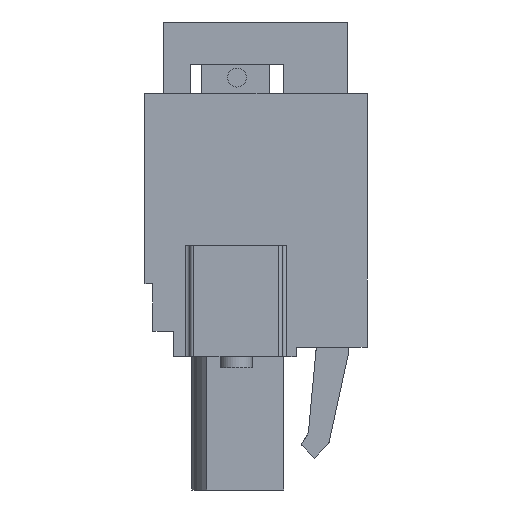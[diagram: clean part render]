
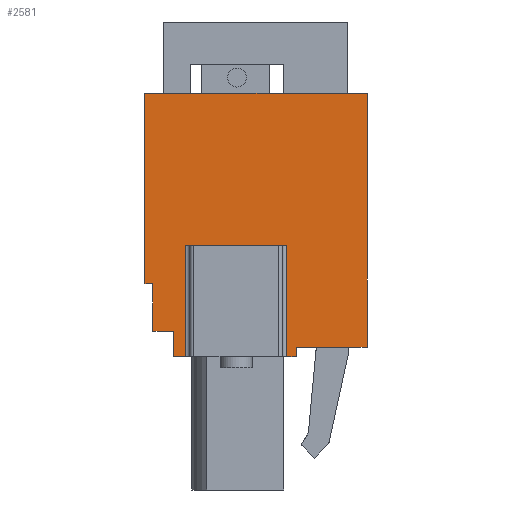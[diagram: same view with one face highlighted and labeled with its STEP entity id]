
A CAD part, left-side view. The second image highlights one B-rep face of the part: STEP entity #2581.
In plain terms, the highlighted planar face has unit normal (-1, 0, 0).
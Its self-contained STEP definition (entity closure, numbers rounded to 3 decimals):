
#2581 = ADVANCED_FACE( '', ( #5300 ), #5301, .F. );
#5300 = FACE_OUTER_BOUND( '', #9099, .T. );
#5301 = PLANE( '', #9100 );
#9099 = EDGE_LOOP( '', ( #16603, #16604, #16605, #16606, #16607, #16608, #16609, #16610, #16611, #16612, #16613, #16614, #16615, #16616 ) );
#9100 = AXIS2_PLACEMENT_3D( '', #16617, #16618, #16619 );
#16603 = ORIENTED_EDGE( '', *, *, #19775, .F. );
#16604 = ORIENTED_EDGE( '', *, *, #20096, .T. );
#16605 = ORIENTED_EDGE( '', *, *, #18354, .T. );
#16606 = ORIENTED_EDGE( '', *, *, #20831, .T. );
#16607 = ORIENTED_EDGE( '', *, *, #21504, .F. );
#16608 = ORIENTED_EDGE( '', *, *, #20616, .F. );
#16609 = ORIENTED_EDGE( '', *, *, #21451, .F. );
#16610 = ORIENTED_EDGE( '', *, *, #19340, .F. );
#16611 = ORIENTED_EDGE( '', *, *, #21505, .F. );
#16612 = ORIENTED_EDGE( '', *, *, #18822, .F. );
#16613 = ORIENTED_EDGE( '', *, *, #18774, .T. );
#16614 = ORIENTED_EDGE( '', *, *, #19454, .T. );
#16615 = ORIENTED_EDGE( '', *, *, #21009, .T. );
#16616 = ORIENTED_EDGE( '', *, *, #19128, .T. );
#16617 = CARTESIAN_POINT( '', ( -20.32, 0., 0. ) );
#16618 = DIRECTION( '', ( 1., 0., 0. ) );
#16619 = DIRECTION( '', ( 0., 0., -1. ) );
#18354 = EDGE_CURVE( '', #21833, #21831, #21834, .T. );
#18774 = EDGE_CURVE( '', #22584, #22582, #22585, .T. );
#18822 = EDGE_CURVE( '', #22584, #22664, #22665, .T. );
#19128 = EDGE_CURVE( '', #23181, #23186, #23188, .T. );
#19340 = EDGE_CURVE( '', #23556, #23558, #23559, .T. );
#19454 = EDGE_CURVE( '', #22582, #23753, #23755, .T. );
#19775 = EDGE_CURVE( '', #24284, #23186, #24286, .T. );
#20096 = EDGE_CURVE( '', #24284, #21833, #24777, .T. );
#20616 = EDGE_CURVE( '', #25515, #25516, #25517, .T. );
#20831 = EDGE_CURVE( '', #21831, #24323, #25823, .T. );
#21009 = EDGE_CURVE( '', #23753, #23181, #26063, .T. );
#21451 = EDGE_CURVE( '', #23558, #25515, #26580, .T. );
#21504 = EDGE_CURVE( '', #25516, #24323, #26641, .T. );
#21505 = EDGE_CURVE( '', #22664, #23556, #26642, .T. );
#21831 = VERTEX_POINT( '', #27018 );
#21833 = VERTEX_POINT( '', #27020 );
#21834 = LINE( '', #27021, #27022 );
#22582 = VERTEX_POINT( '', #28191 );
#22584 = VERTEX_POINT( '', #28194 );
#22585 = LINE( '', #28195, #28196 );
#22664 = VERTEX_POINT( '', #28379 );
#22665 = LINE( '', #28380, #28381 );
#23181 = VERTEX_POINT( '', #29130 );
#23186 = VERTEX_POINT( '', #29137 );
#23188 = LINE( '', #29140, #29141 );
#23556 = VERTEX_POINT( '', #29670 );
#23558 = VERTEX_POINT( '', #29673 );
#23559 = LINE( '', #29674, #29675 );
#23753 = VERTEX_POINT( '', #29970 );
#23755 = LINE( '', #29973, #29974 );
#24284 = VERTEX_POINT( '', #30724 );
#24286 = LINE( '', #30726, #30727 );
#24323 = VERTEX_POINT( '', #30776 );
#24777 = LINE( '', #31555, #31556 );
#25515 = VERTEX_POINT( '', #32643 );
#25516 = VERTEX_POINT( '', #32644 );
#25517 = LINE( '', #32645, #32646 );
#25823 = LINE( '', #33094, #33095 );
#26063 = LINE( '', #33454, #33455 );
#26580 = LINE( '', #34233, #34234 );
#26641 = LINE( '', #34321, #34322 );
#26642 = LINE( '', #34323, #34324 );
#27018 = CARTESIAN_POINT( '', ( -20.32, -1.925, -1.3 ) );
#27020 = CARTESIAN_POINT( '', ( -20.32, 4.425, -1.3 ) );
#27021 = CARTESIAN_POINT( '', ( -20.32, 4.175, -1.3 ) );
#27022 = VECTOR( '', #34702, 1000. );
#28191 = CARTESIAN_POINT( '', ( -20.32, 6.5, -3.7 ) );
#28194 = CARTESIAN_POINT( '', ( -20.32, 7., -3.7 ) );
#28195 = CARTESIAN_POINT( '', ( -20.32, 0., -3.7 ) );
#28196 = VECTOR( '', #35115, 1000. );
#28379 = CARTESIAN_POINT( '', ( -20.32, 7., 8.3 ) );
#28380 = CARTESIAN_POINT( '', ( -20.32, 7., -8.3 ) );
#28381 = VECTOR( '', #35160, 1000. );
#29130 = CARTESIAN_POINT( '', ( -20.32, 5.2, -6.7 ) );
#29137 = CARTESIAN_POINT( '', ( -20.32, 5.2, -8.3 ) );
#29140 = CARTESIAN_POINT( '', ( -20.32, 5.2, 0. ) );
#29141 = VECTOR( '', #35445, 1000. );
#29670 = CARTESIAN_POINT( '', ( -20.32, -7., 8.3 ) );
#29673 = CARTESIAN_POINT( '', ( -20.32, -7., -7.7 ) );
#29674 = CARTESIAN_POINT( '', ( -20.32, -7., 8.3 ) );
#29675 = VECTOR( '', #35659, 1000. );
#29970 = CARTESIAN_POINT( '', ( -20.32, 6.5, -6.7 ) );
#29973 = CARTESIAN_POINT( '', ( -20.32, 6.5, 0. ) );
#29974 = VECTOR( '', #35768, 1000. );
#30724 = CARTESIAN_POINT( '', ( -20.32, 4.425, -8.3 ) );
#30726 = CARTESIAN_POINT( '', ( -20.32, -7., -8.3 ) );
#30727 = VECTOR( '', #36110, 1000. );
#30776 = CARTESIAN_POINT( '', ( -20.32, -1.925, -8.3 ) );
#31555 = CARTESIAN_POINT( '', ( -20.32, 4.425, 0. ) );
#31556 = VECTOR( '', #36441, 1000. );
#32643 = CARTESIAN_POINT( '', ( -20.32, -2.55, -7.7 ) );
#32644 = CARTESIAN_POINT( '', ( -20.32, -2.55, -8.3 ) );
#32645 = CARTESIAN_POINT( '', ( -20.32, -2.55, 0. ) );
#32646 = VECTOR( '', #36952, 1000. );
#33094 = CARTESIAN_POINT( '', ( -20.32, -1.925, 0. ) );
#33095 = VECTOR( '', #37149, 1000. );
#33454 = CARTESIAN_POINT( '', ( -20.32, 0., -6.7 ) );
#33455 = VECTOR( '', #37323, 1000. );
#34233 = CARTESIAN_POINT( '', ( -20.32, 0., -7.7 ) );
#34234 = VECTOR( '', #37640, 1000. );
#34321 = CARTESIAN_POINT( '', ( -20.32, -7., -8.3 ) );
#34322 = VECTOR( '', #37685, 1000. );
#34323 = CARTESIAN_POINT( '', ( -20.32, 7., 8.3 ) );
#34324 = VECTOR( '', #37686, 1000. );
#34702 = DIRECTION( '', ( 0., -1., 0. ) );
#35115 = DIRECTION( '', ( 0., -1., 0. ) );
#35160 = DIRECTION( '', ( 0., 0., 1. ) );
#35445 = DIRECTION( '', ( 0., 0., -1. ) );
#35659 = DIRECTION( '', ( 0., 0., -1. ) );
#35768 = DIRECTION( '', ( 0., 0., -1. ) );
#36110 = DIRECTION( '', ( 0., 1., 0. ) );
#36441 = DIRECTION( '', ( 0., 0., 1. ) );
#36952 = DIRECTION( '', ( 0., 0., -1. ) );
#37149 = DIRECTION( '', ( 0., 0., -1. ) );
#37323 = DIRECTION( '', ( 0., -1., 0. ) );
#37640 = DIRECTION( '', ( 0., 1., 0. ) );
#37685 = DIRECTION( '', ( 0., 1., 0. ) );
#37686 = DIRECTION( '', ( 0., -1., 0. ) );
